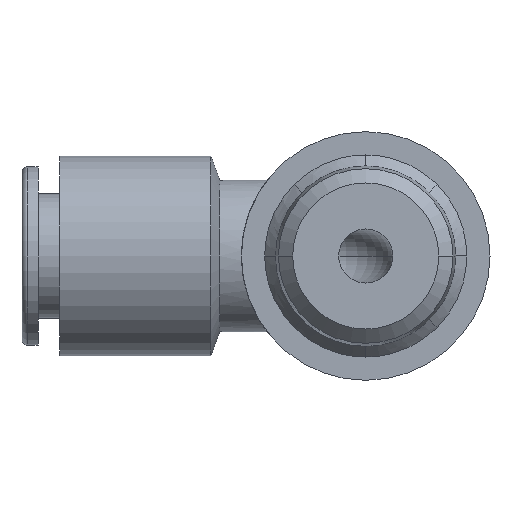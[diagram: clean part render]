
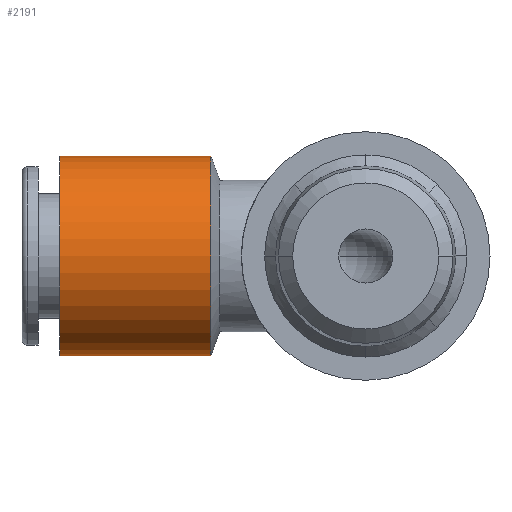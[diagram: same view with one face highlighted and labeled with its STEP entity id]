
A CAD part, front view. The second image highlights one B-rep face of the part: STEP entity #2191.
In plain terms, the highlighted cylindrical face has radius 9.25 mm (diameter 18.5 mm), a partial arc.
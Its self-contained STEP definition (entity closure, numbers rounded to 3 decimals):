
#38 = VERTEX_POINT ( 'NONE', #3371 ) ;
#205 = VERTEX_POINT ( 'NONE', #3746 ) ;
#889 = DIRECTION ( 'NONE',  ( 0., 0., -1. ) ) ;
#1053 = EDGE_CURVE ( 'NONE', #205, #4290, #5585, .T. ) ;
#1233 = VERTEX_POINT ( 'NONE', #4608 ) ;
#1721 = EDGE_CURVE ( 'NONE', #38, #4290, #5222, .T. ) ;
#1739 = EDGE_LOOP ( 'NONE', ( #4543, #5522, #3556, #3809 ) ) ;
#1856 = AXIS2_PLACEMENT_3D ( 'NONE', #2013, #3135, #889 ) ;
#2013 = CARTESIAN_POINT ( 'NONE',  ( -54.463, 0., 0. ) ) ;
#2128 = FACE_OUTER_BOUND ( 'NONE', #1739, .T. ) ;
#2154 = CYLINDRICAL_SURFACE ( 'NONE', #1856, 9.25 ) ;
#2158 = CIRCLE ( 'NONE', #5058, 9.25 ) ;
#2191 = ADVANCED_FACE ( 'NONE', ( #2128 ), #2154, .T. ) ;
#2680 = CARTESIAN_POINT ( 'NONE',  ( -54.463, 0., -9.25 ) ) ;
#2815 = CARTESIAN_POINT ( 'NONE',  ( -14.319, 0., 9.25 ) ) ;
#3135 = DIRECTION ( 'NONE',  ( 1., 0., 0. ) ) ;
#3371 = CARTESIAN_POINT ( 'NONE',  ( -14.319, 0., -9.25 ) ) ;
#3467 = CARTESIAN_POINT ( 'NONE',  ( -14.319, 0., 0. ) ) ;
#3475 = DIRECTION ( 'NONE',  ( -1., 0., 0. ) ) ;
#3481 = DIRECTION ( 'NONE',  ( 0., 0., -1. ) ) ;
#3556 = ORIENTED_EDGE ( 'NONE', *, *, #5358, .T. ) ;
#3746 = CARTESIAN_POINT ( 'NONE',  ( -28.3, 0., 9.25 ) ) ;
#3809 = ORIENTED_EDGE ( 'NONE', *, *, #1721, .T. ) ;
#4290 = VERTEX_POINT ( 'NONE', #2815 ) ;
#4458 = AXIS2_PLACEMENT_3D ( 'NONE', #3467, #3475, #3481 ) ;
#4543 = ORIENTED_EDGE ( 'NONE', *, *, #1053, .F. ) ;
#4608 = CARTESIAN_POINT ( 'NONE',  ( -28.3, 0., -9.25 ) ) ;
#5058 = AXIS2_PLACEMENT_3D ( 'NONE', #6650, #6649, #6642 ) ;
#5222 = CIRCLE ( 'NONE', #4458, 9.25 ) ;
#5358 = EDGE_CURVE ( 'NONE', #1233, #38, #5726, .T. ) ;
#5522 = ORIENTED_EDGE ( 'NONE', *, *, #6530, .F. ) ;
#5585 = LINE ( 'NONE', #5841, #5670 ) ;
#5670 = VECTOR ( 'NONE', #6015, 1000. ) ;
#5726 = LINE ( 'NONE', #2680, #6457 ) ;
#5841 = CARTESIAN_POINT ( 'NONE',  ( -54.463, 0., 9.25 ) ) ;
#6015 = DIRECTION ( 'NONE',  ( 1., 0., 0. ) ) ;
#6035 = DIRECTION ( 'NONE',  ( 1., 0., 0. ) ) ;
#6457 = VECTOR ( 'NONE', #6035, 1000. ) ;
#6530 = EDGE_CURVE ( 'NONE', #1233, #205, #2158, .T. ) ;
#6642 = DIRECTION ( 'NONE',  ( 0., 0., -1. ) ) ;
#6649 = DIRECTION ( 'NONE',  ( -1., 0., 0. ) ) ;
#6650 = CARTESIAN_POINT ( 'NONE',  ( -28.3, 0., 0. ) ) ;
